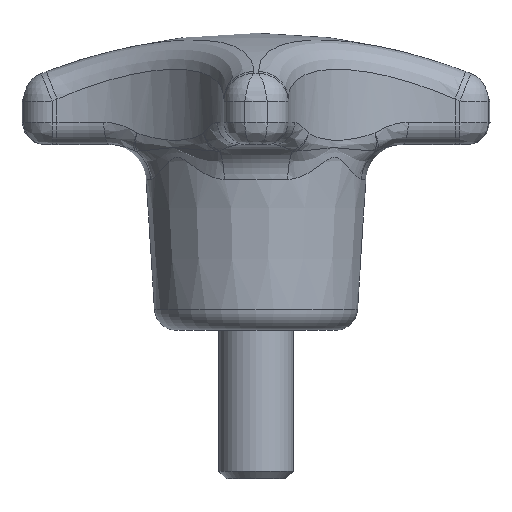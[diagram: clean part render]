
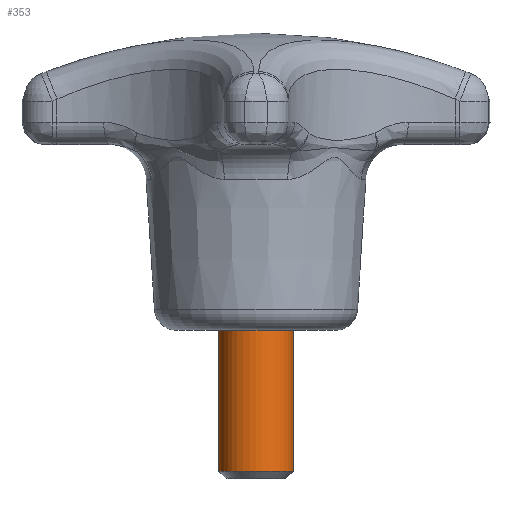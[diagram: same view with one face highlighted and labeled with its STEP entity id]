
A CAD part, front view. The second image highlights one B-rep face of the part: STEP entity #353.
In plain terms, the highlighted cylindrical face has radius 5 mm (diameter 10 mm), a full revolution.
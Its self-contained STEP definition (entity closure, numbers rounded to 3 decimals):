
#353 = ADVANCED_FACE( '', ( #711, #712 ), #713, .T. );
#711 = FACE_OUTER_BOUND( '', #7009, .T. );
#712 = FACE_OUTER_BOUND( '', #7010, .T. );
#713 = CYLINDRICAL_SURFACE( '', #7011, 5. );
#7009 = EDGE_LOOP( '', ( #8364 ) );
#7010 = EDGE_LOOP( '', ( #8365 ) );
#7011 = AXIS2_PLACEMENT_3D( '', #8366, #8367, #8368 );
#8364 = ORIENTED_EDGE( '', *, *, #8712, .T. );
#8365 = ORIENTED_EDGE( '', *, *, #8752, .T. );
#8366 = CARTESIAN_POINT( '', ( 0., 0., -20. ) );
#8367 = DIRECTION( '', ( 0., 0., -1. ) );
#8368 = DIRECTION( '', ( 1., 0., 0. ) );
#8712 = EDGE_CURVE( '', #9213, #9213, #9214, .F. );
#8752 = EDGE_CURVE( '', #9256, #9256, #9257, .F. );
#9213 = VERTEX_POINT( '', #11477 );
#9214 = CIRCLE( '', #11478, 5. );
#9256 = VERTEX_POINT( '', #11597 );
#9257 = CIRCLE( '', #11598, 5. );
#11477 = CARTESIAN_POINT( '', ( -5., 0., -19. ) );
#11478 = AXIS2_PLACEMENT_3D( '', #12123, #12124, #12125 );
#11597 = CARTESIAN_POINT( '', ( 5., 0., 0. ) );
#11598 = AXIS2_PLACEMENT_3D( '', #12163, #12164, #12165 );
#12123 = CARTESIAN_POINT( '', ( 0., 0., -19. ) );
#12124 = DIRECTION( '', ( 0., 0., -1. ) );
#12125 = DIRECTION( '', ( -1., 0., 0. ) );
#12163 = CARTESIAN_POINT( '', ( 0., 0., 0. ) );
#12164 = DIRECTION( '', ( 0., 0., 1. ) );
#12165 = DIRECTION( '', ( 1., 0., 0. ) );
